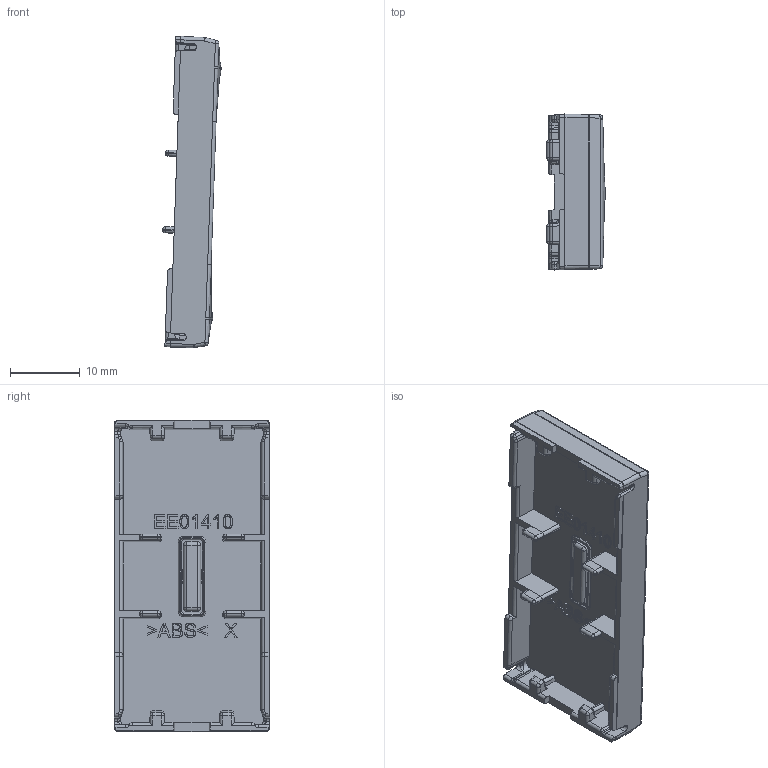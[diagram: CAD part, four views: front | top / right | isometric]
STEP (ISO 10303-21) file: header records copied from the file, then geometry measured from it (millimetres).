
FILE_DESCRIPTION(('CATIA V5 STEP Exchange','CAx-IF Rec.Pracs.--- Model Styling and Organization---1.5--- 2016-08-15','CAx-IF Rec.Pracs.---Supplemental Geometry---1.0---2011-11-01','CAx-IF Rec.Pracs.--- Composite Materials ---1.1---2010-07-15'),'2;1');
FILE_NAME('574270_AllCATPart.stp','2022-02-15T12:42:52+00:00',('none'),('none'),'CATIA Version 5-6 Release 2020 SP3','CATIA V5 STEP AP214 v2','none');
FILE_SCHEMA(('AUTOMOTIVE_DESIGN { 1 0 10303 214 1 1 1 1 }'));
Products named in the file (1): A022507_A _AllCATPart
Bounding box: 8.4 x 22.27 x 44.61 mm (x, y, z)
Volume: 2837.1 mm3; surface area: 3450.7 mm2
Topology: 1 solids, 1 shells, 1700 faces, 4857 edges, 3147 vertices
Faces by surface type: plane 1382, cylinder 196, bspline 70, sphere 28, torus 16, cone 8
Entity records: 56431 total; most frequent: CARTESIAN_POINT 16377, ORIENTED_EDGE 9642, DIRECTION 6181, EDGE_CURVE 4821, VERTEX_POINT 3147, VECTOR 2993, LINE 2993, EDGE_LOOP 1728
